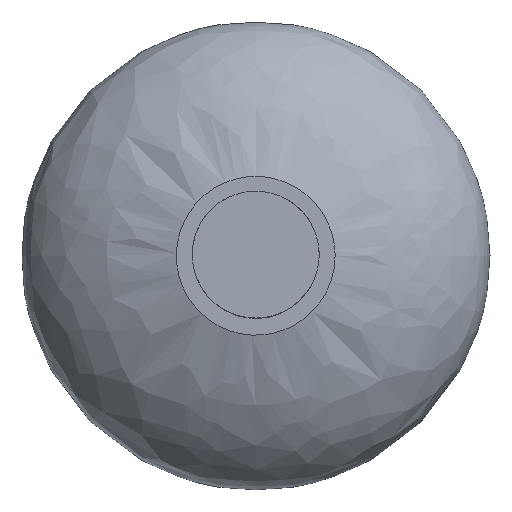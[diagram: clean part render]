
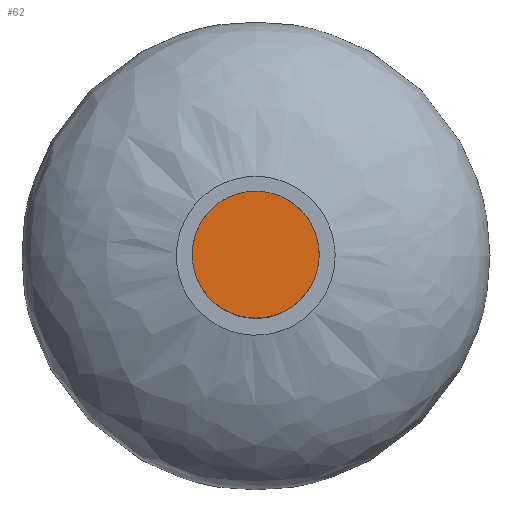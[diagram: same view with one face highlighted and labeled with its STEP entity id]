
A CAD part, top view. The second image highlights one B-rep face of the part: STEP entity #62.
In plain terms, the highlighted planar face has unit normal (0, 0, 1).
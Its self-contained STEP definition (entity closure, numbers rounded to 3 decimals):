
#62=ADVANCED_FACE('',(#75),#178,.T.);
#75=FACE_OUTER_BOUND('',#88,.T.);
#88=EDGE_LOOP('',(#125));
#125=ORIENTED_EDGE('',*,*,#146,.T.);
#146=EDGE_CURVE('',#173,#173,#160,.T.);
#160=(
BOUNDED_CURVE()
B_SPLINE_CURVE(2,(#1065,#1066,#1067,#1068,#1069,#1070,#1071,#1072,#1073),
 .UNSPECIFIED.,.T.,.F.)
B_SPLINE_CURVE_WITH_KNOTS((3,2,2,2,3),(0.,3.534,7.069,
10.603,14.137),.UNSPECIFIED.)
CURVE()
GEOMETRIC_REPRESENTATION_ITEM()
RATIONAL_B_SPLINE_CURVE((1.,0.707,1.,0.707,1.,0.707,
1.,0.707,1.))
REPRESENTATION_ITEM('')
);
#173=VERTEX_POINT('',#1062);
#178=PLANE('',#211);
#211=AXIS2_PLACEMENT_3D('',#1033,#218,$);
#218=DIRECTION('',(0.,0.,1.));
#1033=CARTESIAN_POINT('',(-71.438,-71.438,817.925));
#1062=CARTESIAN_POINT('',(57.15,0.,817.925));
#1065=CARTESIAN_POINT('',(57.15,0.,817.925));
#1066=CARTESIAN_POINT('',(57.15,57.15,817.925));
#1067=CARTESIAN_POINT('',(0.,57.15,817.925));
#1068=CARTESIAN_POINT('',(-57.15,57.15,817.925));
#1069=CARTESIAN_POINT('',(-57.15,0.,817.925));
#1070=CARTESIAN_POINT('',(-57.15,-57.15,817.925));
#1071=CARTESIAN_POINT('',(0.,-57.15,817.925));
#1072=CARTESIAN_POINT('',(57.15,-57.15,817.925));
#1073=CARTESIAN_POINT('',(57.15,0.,817.925));
